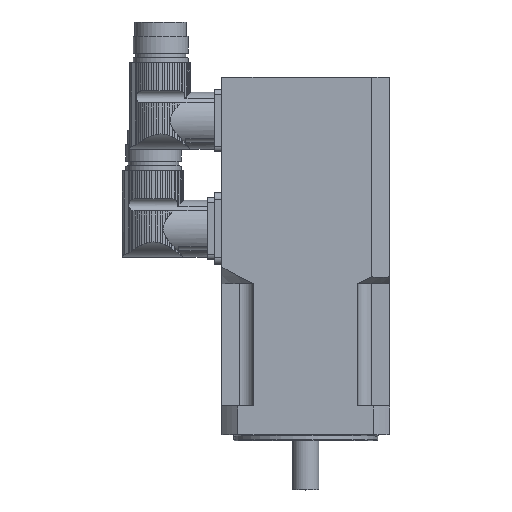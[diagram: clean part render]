
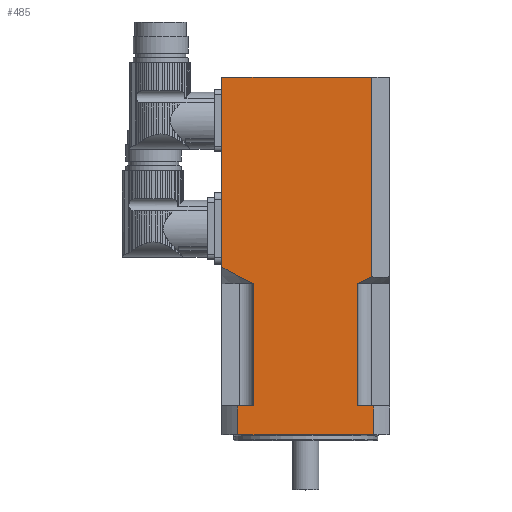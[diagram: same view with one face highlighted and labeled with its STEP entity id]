
A CAD part, top view. The second image highlights one B-rep face of the part: STEP entity #485.
In plain terms, the highlighted planar face has unit normal (0, 0, 1).
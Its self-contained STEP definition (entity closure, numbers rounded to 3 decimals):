
#334=B_SPLINE_CURVE_WITH_KNOTS('',3,(#6552,#6553,#6554,#6555),.UNSPECIFIED.,
.F.,.F.,(4,4),(0.,1.),.UNSPECIFIED.);
#335=B_SPLINE_CURVE_WITH_KNOTS('',3,(#6563,#6564,#6565,#6566),.UNSPECIFIED.,
.F.,.F.,(4,4),(0.,1.),.UNSPECIFIED.);
#485=ADVANCED_FACE('',(#813),#738,.T.);
#738=PLANE('',#4651);
#813=FACE_OUTER_BOUND('',#1054,.T.);
#1054=EDGE_LOOP('',(#1635,#1636,#1637,#1638,#1639,#1640,#1641,#1642,#1643,
#1644,#1645,#1646,#1647,#1648,#1649));
#1635=ORIENTED_EDGE('',*,*,#3440,.T.);
#1636=ORIENTED_EDGE('',*,*,#3441,.T.);
#1637=ORIENTED_EDGE('',*,*,#3442,.T.);
#1638=ORIENTED_EDGE('',*,*,#3388,.F.);
#1639=ORIENTED_EDGE('',*,*,#3443,.F.);
#1640=ORIENTED_EDGE('',*,*,#3444,.T.);
#1641=ORIENTED_EDGE('',*,*,#3445,.F.);
#1642=ORIENTED_EDGE('',*,*,#3446,.F.);
#1643=ORIENTED_EDGE('',*,*,#3447,.F.);
#1644=ORIENTED_EDGE('',*,*,#3448,.F.);
#1645=ORIENTED_EDGE('',*,*,#3449,.F.);
#1646=ORIENTED_EDGE('',*,*,#3450,.F.);
#1647=ORIENTED_EDGE('',*,*,#3451,.T.);
#1648=ORIENTED_EDGE('',*,*,#3452,.T.);
#1649=ORIENTED_EDGE('',*,*,#3453,.F.);
#2931=VERTEX_POINT('',#6427);
#2933=VERTEX_POINT('',#6430);
#2983=VERTEX_POINT('',#6556);
#2984=VERTEX_POINT('',#6557);
#2985=VERTEX_POINT('',#6559);
#2986=VERTEX_POINT('',#6562);
#2987=VERTEX_POINT('',#6567);
#2988=VERTEX_POINT('',#6569);
#2989=VERTEX_POINT('',#6571);
#2990=VERTEX_POINT('',#6573);
#2991=VERTEX_POINT('',#6575);
#2992=VERTEX_POINT('',#6577);
#2993=VERTEX_POINT('',#6579);
#2994=VERTEX_POINT('',#6581);
#2995=VERTEX_POINT('',#6583);
#3388=EDGE_CURVE('',#2931,#2933,#4055,.T.);
#3440=EDGE_CURVE('',#2983,#2984,#334,.T.);
#3441=EDGE_CURVE('',#2984,#2985,#4096,.T.);
#3442=EDGE_CURVE('',#2985,#2933,#4097,.T.);
#3443=EDGE_CURVE('',#2986,#2931,#4098,.T.);
#3444=EDGE_CURVE('',#2986,#2987,#335,.T.);
#3445=EDGE_CURVE('',#2988,#2987,#4099,.T.);
#3446=EDGE_CURVE('',#2989,#2988,#4100,.T.);
#3447=EDGE_CURVE('',#2990,#2989,#4101,.T.);
#3448=EDGE_CURVE('',#2991,#2990,#4102,.T.);
#3449=EDGE_CURVE('',#2992,#2991,#4103,.T.);
#3450=EDGE_CURVE('',#2993,#2992,#4104,.T.);
#3451=EDGE_CURVE('',#2993,#2994,#4105,.T.);
#3452=EDGE_CURVE('',#2994,#2995,#4106,.T.);
#3453=EDGE_CURVE('',#2983,#2995,#4107,.T.);
#4055=LINE('',#6429,#4347);
#4096=LINE('',#6558,#4388);
#4097=LINE('',#6560,#4389);
#4098=LINE('',#6561,#4390);
#4099=LINE('',#6568,#4391);
#4100=LINE('',#6570,#4392);
#4101=LINE('',#6572,#4393);
#4102=LINE('',#6574,#4394);
#4103=LINE('',#6576,#4395);
#4104=LINE('',#6578,#4396);
#4105=LINE('',#6580,#4397);
#4106=LINE('',#6582,#4398);
#4107=LINE('',#6584,#4399);
#4347=VECTOR('',#5154,1.);
#4388=VECTOR('',#5211,1.);
#4389=VECTOR('',#5212,1.);
#4390=VECTOR('',#5213,1.);
#4391=VECTOR('',#5214,1.);
#4392=VECTOR('',#5215,1.);
#4393=VECTOR('',#5216,1.);
#4394=VECTOR('',#5217,1.);
#4395=VECTOR('',#5218,1.);
#4396=VECTOR('',#5219,1.);
#4397=VECTOR('',#5220,1.);
#4398=VECTOR('',#5221,1.);
#4399=VECTOR('',#5222,1.);
#4651=AXIS2_PLACEMENT_3D('',#6585,#5223,#5224);
#5154=DIRECTION('',(0.,1.,0.));
#5211=DIRECTION('',(0.,1.,0.));
#5212=DIRECTION('',(-1.,0.,0.));
#5213=DIRECTION('',(-1.,0.,0.));
#5214=DIRECTION('',(1.,0.,0.));
#5215=DIRECTION('',(0.,1.,0.));
#5216=DIRECTION('',(1.,0.,0.));
#5217=DIRECTION('',(0.,1.,0.));
#5218=DIRECTION('',(-1.,0.,0.));
#5219=DIRECTION('',(0.,-1.,0.));
#5220=DIRECTION('',(-1.,0.,0.));
#5221=DIRECTION('',(0.,1.,0.));
#5222=DIRECTION('',(1.,0.,0.));
#5223=DIRECTION('',(0.,0.,1.));
#5224=DIRECTION('',(1.,0.,0.));
#6427=CARTESIAN_POINT('',(-35.,69.5,35.));
#6429=CARTESIAN_POINT('',(-35.,148.5,35.));
#6430=CARTESIAN_POINT('',(-35.,148.5,35.));
#6552=CARTESIAN_POINT('',(21.641,62.5,35.));
#6553=CARTESIAN_POINT('',(23.627,63.377,35.));
#6554=CARTESIAN_POINT('',(25.577,64.323,35.));
#6555=CARTESIAN_POINT('',(27.5,65.32,35.));
#6556=CARTESIAN_POINT('',(21.641,62.5,35.));
#6557=CARTESIAN_POINT('',(27.5,65.32,35.));
#6558=CARTESIAN_POINT('',(27.5,31.,35.));
#6559=CARTESIAN_POINT('',(27.5,148.5,35.));
#6560=CARTESIAN_POINT('',(35.,148.5,35.));
#6561=CARTESIAN_POINT('',(0.,69.5,35.));
#6562=CARTESIAN_POINT('',(-34.993,69.5,35.));
#6563=CARTESIAN_POINT('',(-34.993,69.5,35.));
#6564=CARTESIAN_POINT('',(-30.665,66.932,35.));
#6565=CARTESIAN_POINT('',(-26.249,64.533,35.));
#6566=CARTESIAN_POINT('',(-21.641,62.5,35.));
#6567=CARTESIAN_POINT('',(-21.641,62.5,35.));
#6568=CARTESIAN_POINT('',(0.,62.5,35.));
#6569=CARTESIAN_POINT('',(-21.75,62.5,35.));
#6570=CARTESIAN_POINT('',(-21.75,11.5,35.));
#6571=CARTESIAN_POINT('',(-21.75,11.5,35.));
#6572=CARTESIAN_POINT('',(-35.,11.5,35.));
#6573=CARTESIAN_POINT('',(-28.284,11.5,35.));
#6574=CARTESIAN_POINT('',(-28.284,-0.5,35.));
#6575=CARTESIAN_POINT('',(-28.284,-0.5,35.));
#6576=CARTESIAN_POINT('',(0.,-0.5,35.));
#6577=CARTESIAN_POINT('',(28.284,-0.5,35.));
#6578=CARTESIAN_POINT('',(28.284,-0.5,35.));
#6579=CARTESIAN_POINT('',(28.284,11.5,35.));
#6580=CARTESIAN_POINT('',(35.,11.5,35.));
#6581=CARTESIAN_POINT('',(21.75,11.5,35.));
#6582=CARTESIAN_POINT('',(21.75,11.5,35.));
#6583=CARTESIAN_POINT('',(21.75,62.5,35.));
#6584=CARTESIAN_POINT('',(0.,62.5,35.));
#6585=CARTESIAN_POINT('',(0.,31.,35.));
